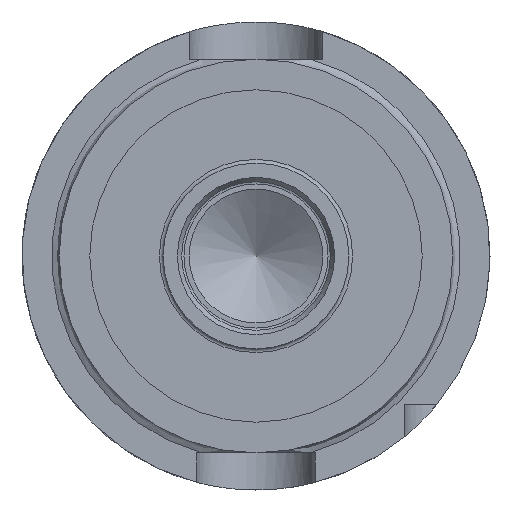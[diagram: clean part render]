
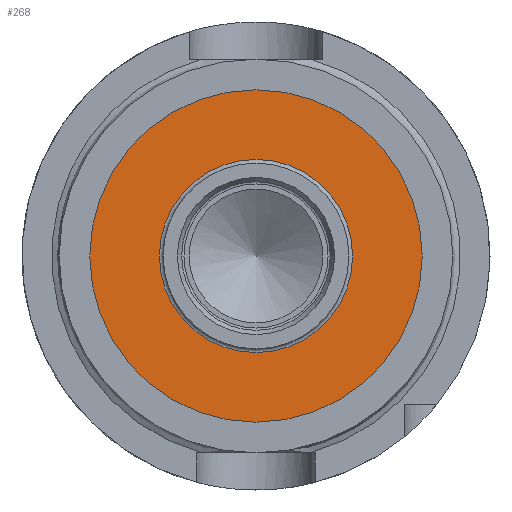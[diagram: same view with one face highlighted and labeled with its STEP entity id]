
A CAD part, left-side view. The second image highlights one B-rep face of the part: STEP entity #268.
In plain terms, the highlighted planar face has unit normal (-1, 0, 0).
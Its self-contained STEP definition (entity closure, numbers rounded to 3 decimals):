
#59=FACE_BOUND('',#485,.T.);
#60=FACE_BOUND('',#486,.T.);
#141=PLANE('',#1766);
#268=ADVANCED_FACE('',(#59,#60),#141,.F.);
#485=EDGE_LOOP('',(#841));
#486=EDGE_LOOP('',(#842));
#841=ORIENTED_EDGE('',*,*,#1457,.T.);
#842=ORIENTED_EDGE('',*,*,#1458,.T.);
#1290=VERTEX_POINT('',#2571);
#1291=VERTEX_POINT('',#2573);
#1457=EDGE_CURVE('',#1290,#1290,#1656,.T.);
#1458=EDGE_CURVE('',#1291,#1291,#1657,.T.);
#1656=CIRCLE('',#1764,13.);
#1657=CIRCLE('',#1765,22.375);
#1764=AXIS2_PLACEMENT_3D('',#2570,#2015,#2016);
#1765=AXIS2_PLACEMENT_3D('',#2572,#2017,#2018);
#1766=AXIS2_PLACEMENT_3D('',#2574,#2019,#2020);
#2015=DIRECTION('',(1.,0.,0.));
#2016=DIRECTION('',(0.,0.,-1.));
#2017=DIRECTION('',(-1.,0.,0.));
#2018=DIRECTION('',(0.,0.,1.));
#2019=DIRECTION('',(1.,0.,0.));
#2020=DIRECTION('',(0.,0.,-1.));
#2570=CARTESIAN_POINT('',(4.3,0.,0.));
#2571=CARTESIAN_POINT('',(4.3,0.,-13.));
#2572=CARTESIAN_POINT('',(4.3,0.,0.));
#2573=CARTESIAN_POINT('',(4.3,0.,22.375));
#2574=CARTESIAN_POINT('',(4.3,22.375,0.));
